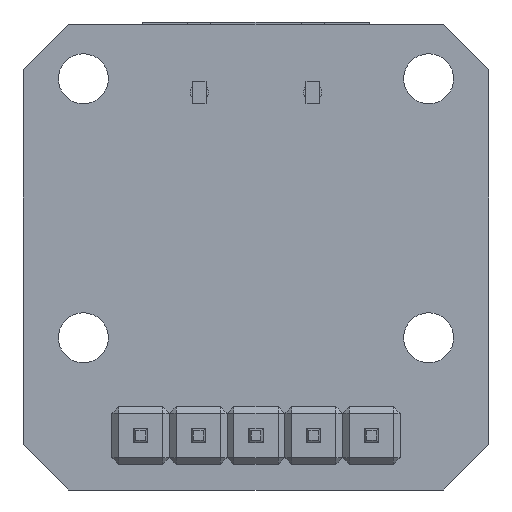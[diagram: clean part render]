
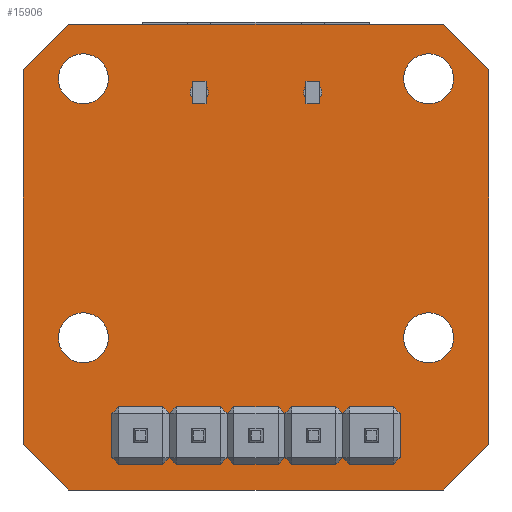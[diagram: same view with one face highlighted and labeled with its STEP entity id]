
A CAD part, front view. The second image highlights one B-rep face of the part: STEP entity #15906.
In plain terms, the highlighted planar face has unit normal (0, -1, 0).
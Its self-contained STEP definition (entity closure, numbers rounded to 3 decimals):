
#719=FACE_BOUND('',#2497,.T.);
#720=FACE_BOUND('',#2498,.T.);
#721=FACE_BOUND('',#2499,.T.);
#722=FACE_BOUND('',#2500,.T.);
#723=FACE_BOUND('',#2501,.T.);
#724=FACE_BOUND('',#2502,.T.);
#725=FACE_BOUND('',#2503,.T.);
#726=FACE_BOUND('',#2504,.T.);
#727=FACE_BOUND('',#2505,.T.);
#728=FACE_BOUND('',#2506,.T.);
#729=FACE_BOUND('',#2507,.T.);
#914=PLANE('',#17056);
#1587=FACE_OUTER_BOUND('',#2496,.T.);
#2496=EDGE_LOOP('',(#11634,#11635,#11636,#11637,#11638,#11639,#11640,#11641));
#2497=EDGE_LOOP('',(#11642));
#2498=EDGE_LOOP('',(#11643));
#2499=EDGE_LOOP('',(#11644));
#2500=EDGE_LOOP('',(#11645));
#2501=EDGE_LOOP('',(#11646));
#2502=EDGE_LOOP('',(#11647));
#2503=EDGE_LOOP('',(#11648));
#2504=EDGE_LOOP('',(#11649));
#2505=EDGE_LOOP('',(#11650));
#2506=EDGE_LOOP('',(#11651));
#2507=EDGE_LOOP('',(#11652));
#3383=CIRCLE('',#17052,0.4);
#3385=CIRCLE('',#17057,0.4);
#3386=CIRCLE('',#17058,0.4);
#3387=CIRCLE('',#17059,0.4);
#3388=CIRCLE('',#17060,0.4);
#3389=CIRCLE('',#17061,0.4);
#3390=CIRCLE('',#17062,0.4);
#3391=CIRCLE('',#17063,1.1);
#3392=CIRCLE('',#17064,1.1);
#3393=CIRCLE('',#17065,1.1);
#3394=CIRCLE('',#17066,1.1);
#3831=LINE('',#22183,#5586);
#3833=LINE('',#22187,#5588);
#3836=LINE('',#22193,#5591);
#3837=LINE('',#22195,#5592);
#3838=LINE('',#22197,#5593);
#3839=LINE('',#22199,#5594);
#3840=LINE('',#22201,#5595);
#3841=LINE('',#22202,#5596);
#5586=VECTOR('',#18551,10.);
#5588=VECTOR('',#18555,10.);
#5591=VECTOR('',#18560,10.);
#5592=VECTOR('',#18561,10.);
#5593=VECTOR('',#18562,10.);
#5594=VECTOR('',#18563,10.);
#5595=VECTOR('',#18564,10.);
#5596=VECTOR('',#18565,10.);
#7253=VERTEX_POINT('',#22171);
#7257=VERTEX_POINT('',#22180);
#7258=VERTEX_POINT('',#22182);
#7259=VERTEX_POINT('',#22186);
#7261=VERTEX_POINT('',#22192);
#7262=VERTEX_POINT('',#22194);
#7263=VERTEX_POINT('',#22196);
#7264=VERTEX_POINT('',#22198);
#7265=VERTEX_POINT('',#22200);
#7266=VERTEX_POINT('',#22203);
#7267=VERTEX_POINT('',#22205);
#7268=VERTEX_POINT('',#22207);
#7269=VERTEX_POINT('',#22209);
#7270=VERTEX_POINT('',#22211);
#7271=VERTEX_POINT('',#22213);
#7272=VERTEX_POINT('',#22215);
#7273=VERTEX_POINT('',#22217);
#7274=VERTEX_POINT('',#22219);
#7275=VERTEX_POINT('',#22221);
#8896=EDGE_CURVE('',#7253,#7253,#3383,.T.);
#8901=EDGE_CURVE('',#7257,#7258,#3831,.T.);
#8903=EDGE_CURVE('',#7259,#7258,#3833,.T.);
#8906=EDGE_CURVE('',#7257,#7261,#3836,.T.);
#8907=EDGE_CURVE('',#7262,#7261,#3837,.T.);
#8908=EDGE_CURVE('',#7262,#7263,#3838,.T.);
#8909=EDGE_CURVE('',#7264,#7263,#3839,.T.);
#8910=EDGE_CURVE('',#7264,#7265,#3840,.T.);
#8911=EDGE_CURVE('',#7259,#7265,#3841,.T.);
#8912=EDGE_CURVE('',#7266,#7266,#3385,.T.);
#8913=EDGE_CURVE('',#7267,#7267,#3386,.T.);
#8914=EDGE_CURVE('',#7268,#7268,#3387,.T.);
#8915=EDGE_CURVE('',#7269,#7269,#3388,.T.);
#8916=EDGE_CURVE('',#7270,#7270,#3389,.T.);
#8917=EDGE_CURVE('',#7271,#7271,#3390,.T.);
#8918=EDGE_CURVE('',#7272,#7272,#3391,.T.);
#8919=EDGE_CURVE('',#7273,#7273,#3392,.T.);
#8920=EDGE_CURVE('',#7274,#7274,#3393,.T.);
#8921=EDGE_CURVE('',#7275,#7275,#3394,.T.);
#11634=ORIENTED_EDGE('',*,*,#8901,.F.);
#11635=ORIENTED_EDGE('',*,*,#8906,.T.);
#11636=ORIENTED_EDGE('',*,*,#8907,.F.);
#11637=ORIENTED_EDGE('',*,*,#8908,.T.);
#11638=ORIENTED_EDGE('',*,*,#8909,.F.);
#11639=ORIENTED_EDGE('',*,*,#8910,.T.);
#11640=ORIENTED_EDGE('',*,*,#8911,.F.);
#11641=ORIENTED_EDGE('',*,*,#8903,.T.);
#11642=ORIENTED_EDGE('',*,*,#8912,.T.);
#11643=ORIENTED_EDGE('',*,*,#8913,.T.);
#11644=ORIENTED_EDGE('',*,*,#8914,.T.);
#11645=ORIENTED_EDGE('',*,*,#8915,.T.);
#11646=ORIENTED_EDGE('',*,*,#8896,.T.);
#11647=ORIENTED_EDGE('',*,*,#8916,.T.);
#11648=ORIENTED_EDGE('',*,*,#8917,.T.);
#11649=ORIENTED_EDGE('',*,*,#8918,.T.);
#11650=ORIENTED_EDGE('',*,*,#8919,.T.);
#11651=ORIENTED_EDGE('',*,*,#8920,.T.);
#11652=ORIENTED_EDGE('',*,*,#8921,.T.);
#15906=ADVANCED_FACE('',(#1587,#719,#720,#721,#722,#723,#724,#725,#726,
#727,#728,#729),#914,.F.);
#17052=AXIS2_PLACEMENT_3D('',#22172,#18542,#18543);
#17056=AXIS2_PLACEMENT_3D('',#22191,#18558,#18559);
#17057=AXIS2_PLACEMENT_3D('',#22204,#18566,#18567);
#17058=AXIS2_PLACEMENT_3D('',#22206,#18568,#18569);
#17059=AXIS2_PLACEMENT_3D('',#22208,#18570,#18571);
#17060=AXIS2_PLACEMENT_3D('',#22210,#18572,#18573);
#17061=AXIS2_PLACEMENT_3D('',#22212,#18574,#18575);
#17062=AXIS2_PLACEMENT_3D('',#22214,#18576,#18577);
#17063=AXIS2_PLACEMENT_3D('',#22216,#18578,#18579);
#17064=AXIS2_PLACEMENT_3D('',#22218,#18580,#18581);
#17065=AXIS2_PLACEMENT_3D('',#22220,#18582,#18583);
#17066=AXIS2_PLACEMENT_3D('',#22222,#18584,#18585);
#18542=DIRECTION('center_axis',(0.,1.,0.));
#18543=DIRECTION('ref_axis',(1.,0.,0.));
#18551=DIRECTION('',(-0.707,0.,0.707));
#18555=DIRECTION('',(0.,0.,-1.));
#18558=DIRECTION('center_axis',(0.,1.,0.));
#18559=DIRECTION('ref_axis',(1.,0.,0.));
#18560=DIRECTION('',(1.,0.,0.));
#18561=DIRECTION('',(-0.707,0.,-0.707));
#18562=DIRECTION('',(0.,0.,1.));
#18563=DIRECTION('',(0.707,0.,-0.707));
#18564=DIRECTION('',(-1.,0.,0.));
#18565=DIRECTION('',(0.707,0.,0.707));
#18566=DIRECTION('center_axis',(0.,1.,0.));
#18567=DIRECTION('ref_axis',(1.,0.,0.));
#18568=DIRECTION('center_axis',(0.,1.,0.));
#18569=DIRECTION('ref_axis',(1.,0.,0.));
#18570=DIRECTION('center_axis',(0.,1.,0.));
#18571=DIRECTION('ref_axis',(1.,0.,0.));
#18572=DIRECTION('center_axis',(0.,1.,0.));
#18573=DIRECTION('ref_axis',(1.,0.,0.));
#18574=DIRECTION('center_axis',(0.,1.,0.));
#18575=DIRECTION('ref_axis',(1.,0.,0.));
#18576=DIRECTION('center_axis',(0.,1.,0.));
#18577=DIRECTION('ref_axis',(1.,0.,0.));
#18578=DIRECTION('center_axis',(0.,1.,0.));
#18579=DIRECTION('ref_axis',(1.,0.,0.));
#18580=DIRECTION('center_axis',(0.,1.,0.));
#18581=DIRECTION('ref_axis',(1.,0.,0.));
#18582=DIRECTION('center_axis',(0.,1.,0.));
#18583=DIRECTION('ref_axis',(1.,0.,0.));
#18584=DIRECTION('center_axis',(0.,1.,0.));
#18585=DIRECTION('ref_axis',(1.,0.,0.));
#22171=CARTESIAN_POINT('',(-5.48,0.,-18.1));
#22172=CARTESIAN_POINT('Origin',(-5.08,0.,-18.1));
#22180=CARTESIAN_POINT('',(-8.25,0.,-20.5));
#22182=CARTESIAN_POINT('',(-10.25,0.,-18.5));
#22183=CARTESIAN_POINT('',(-9.25,0.,-19.5));
#22186=CARTESIAN_POINT('',(-10.25,0.,-2.));
#22187=CARTESIAN_POINT('',(-10.25,0.,0.));
#22191=CARTESIAN_POINT('Origin',(0.,0.,-10.25));
#22192=CARTESIAN_POINT('',(8.25,0.,-20.5));
#22193=CARTESIAN_POINT('',(-10.25,0.,-20.5));
#22194=CARTESIAN_POINT('',(10.25,0.,-18.5));
#22195=CARTESIAN_POINT('',(9.25,0.,-19.5));
#22196=CARTESIAN_POINT('',(10.25,0.,-2.));
#22197=CARTESIAN_POINT('',(10.25,0.,-20.5));
#22198=CARTESIAN_POINT('',(8.25,0.,0.));
#22199=CARTESIAN_POINT('',(9.25,0.,-1.));
#22200=CARTESIAN_POINT('',(-8.25,0.,0.));
#22201=CARTESIAN_POINT('',(10.25,0.,0.));
#22202=CARTESIAN_POINT('',(-9.25,0.,-1.));
#22203=CARTESIAN_POINT('',(4.68,0.,-18.1));
#22204=CARTESIAN_POINT('Origin',(5.08,0.,-18.1));
#22205=CARTESIAN_POINT('',(2.14,0.,-18.1));
#22206=CARTESIAN_POINT('Origin',(2.54,0.,-18.1));
#22207=CARTESIAN_POINT('',(-0.4,0.,-18.1));
#22208=CARTESIAN_POINT('Origin',(0.,0.,-18.1));
#22209=CARTESIAN_POINT('',(-2.94,0.,-18.1));
#22210=CARTESIAN_POINT('Origin',(-2.54,0.,-18.1));
#22211=CARTESIAN_POINT('',(2.1,0.,-3.));
#22212=CARTESIAN_POINT('Origin',(2.5,0.,-3.));
#22213=CARTESIAN_POINT('',(-2.9,0.,-3.));
#22214=CARTESIAN_POINT('Origin',(-2.5,0.,-3.));
#22215=CARTESIAN_POINT('',(-8.7,0.,-2.4));
#22216=CARTESIAN_POINT('Origin',(-7.6,0.,-2.4));
#22217=CARTESIAN_POINT('',(6.5,0.,-2.4));
#22218=CARTESIAN_POINT('Origin',(7.6,0.,-2.4));
#22219=CARTESIAN_POINT('',(-8.7,0.,-13.8));
#22220=CARTESIAN_POINT('Origin',(-7.6,0.,-13.8));
#22221=CARTESIAN_POINT('',(6.5,0.,-13.8));
#22222=CARTESIAN_POINT('Origin',(7.6,0.,-13.8));
